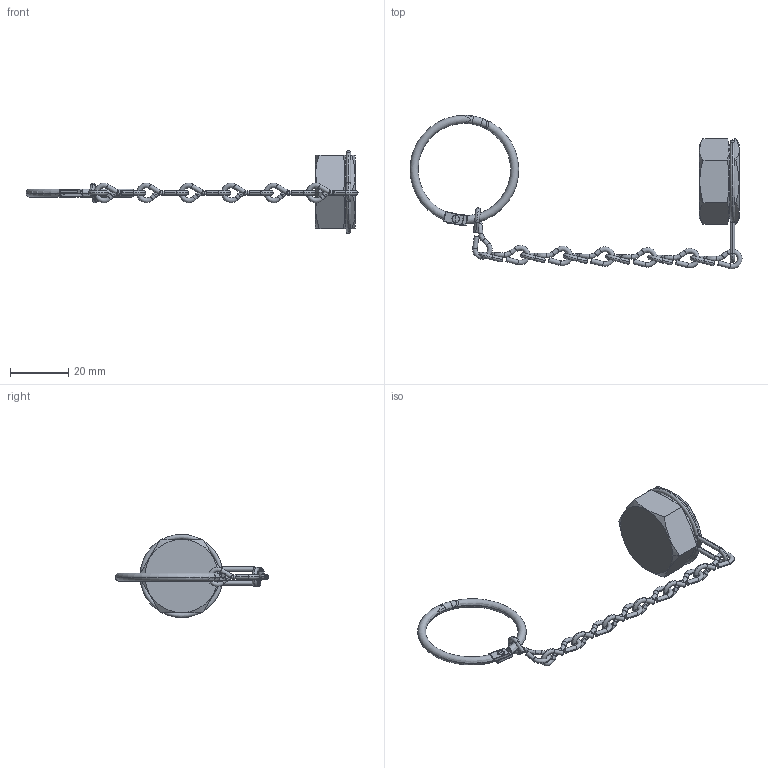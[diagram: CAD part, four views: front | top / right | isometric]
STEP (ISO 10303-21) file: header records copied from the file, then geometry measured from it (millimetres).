
FILE_DESCRIPTION (( 'STEP AP203' ), '1' );
FILE_NAME ('CAP-30BR-TCR.STEP', '2025-08-19T19:57:14', ( '' ), ( '' ), 'SwSTEP 2.0', 'SolidWorks 2018', '' );
FILE_SCHEMA (( 'CONFIG_CONTROL_DESIGN' ));
Length unit declared in the file: inch
Products named in the file (9): PRT-002239_BRASS; PRT-002245_RING-1.187D HALF; PRT-000160; PRT-001077; CAP-30BR-TCR; ASY-000418_One Link Bent; PRT-002255_SMALL PIN; ASY-000291; PRT-000010
Assembly tree (15 placements, depth 3):
  CAP-30BR-TCR
    PRT-001077
    PRT-000010
    ASY-000418_One Link Bent
      PRT-002239_BRASS  x7
    ASY-000291
      PRT-002245_RING-1.187D HALF  x2
      PRT-002255_SMALL PIN
    PRT-000160
Bounding box: 114.01 x 52.67 x 28.57 mm (x, y, z)
Volume: 6183.2 mm3; surface area: 7037.2 mm2
Topology: 13 solids, 13 shells, 307 faces, 774 edges, 485 vertices
Faces by surface type: cylinder 116, torus 70, plane 56, bspline 40, sphere 16, cone 9
Entity records: 8616 total; most frequent: CARTESIAN_POINT 4087, ORIENTED_EDGE 774, DIRECTION 639, EDGE_CURVE 387, AXIS2_PLACEMENT_3D 273, VERTEX_POINT 264, B_SPLINE_CURVE_WITH_KNOTS 163, EDGE_LOOP 145
